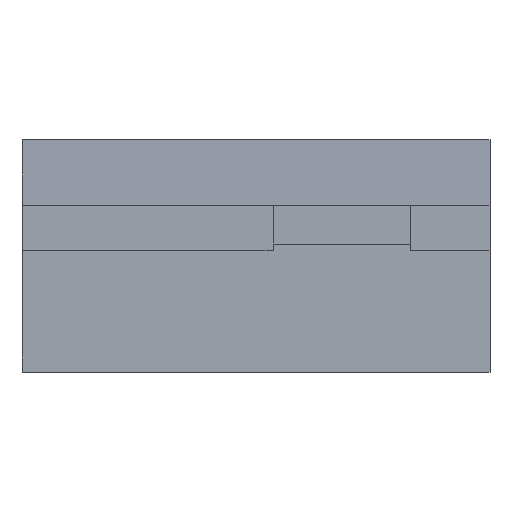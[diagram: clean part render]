
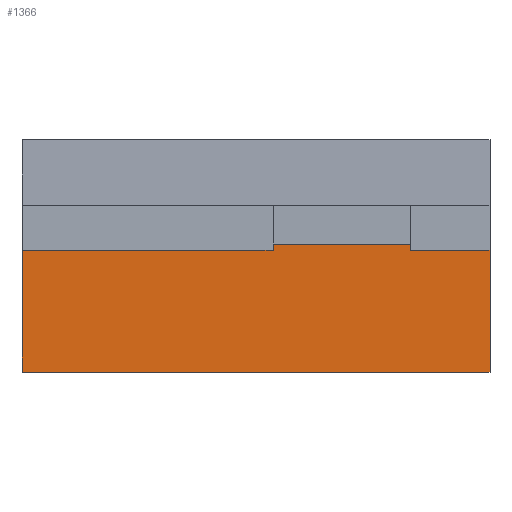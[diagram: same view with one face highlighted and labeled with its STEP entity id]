
A CAD part, front view. The second image highlights one B-rep face of the part: STEP entity #1366.
In plain terms, the highlighted planar face has unit normal (0, -1, 0).
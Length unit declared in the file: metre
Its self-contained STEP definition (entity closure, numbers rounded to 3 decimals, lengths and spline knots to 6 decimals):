
#84=ORIENTED_EDGE('',*,*,#481,.F.);
#85=ORIENTED_EDGE('',*,*,#482,.T.);
#86=ORIENTED_EDGE('',*,*,#483,.T.);
#87=ORIENTED_EDGE('',*,*,#484,.F.);
#88=ORIENTED_EDGE('',*,*,#485,.F.);
#89=ORIENTED_EDGE('',*,*,#486,.F.);
#90=ORIENTED_EDGE('',*,*,#487,.F.);
#91=ORIENTED_EDGE('',*,*,#454,.F.);
#92=ORIENTED_EDGE('',*,*,#450,.T.);
#93=ORIENTED_EDGE('',*,*,#446,.T.);
#94=ORIENTED_EDGE('',*,*,#488,.F.);
#95=ORIENTED_EDGE('',*,*,#478,.F.);
#446=EDGE_CURVE('',#647,#648,#782,.T.);
#450=EDGE_CURVE('',#651,#647,#786,.T.);
#454=EDGE_CURVE('',#651,#654,#790,.T.);
#478=EDGE_CURVE('',#668,#675,#812,.T.);
#481=EDGE_CURVE('',#677,#668,#815,.T.);
#482=EDGE_CURVE('',#677,#678,#816,.T.);
#483=EDGE_CURVE('',#678,#679,#817,.T.);
#484=EDGE_CURVE('',#680,#679,#818,.T.);
#485=EDGE_CURVE('',#681,#680,#819,.T.);
#486=EDGE_CURVE('',#682,#681,#820,.T.);
#487=EDGE_CURVE('',#654,#682,#821,.T.);
#488=EDGE_CURVE('',#675,#648,#822,.T.);
#647=VERTEX_POINT('',#1893);
#648=VERTEX_POINT('',#1894);
#651=VERTEX_POINT('',#1902);
#654=VERTEX_POINT('',#1910);
#668=VERTEX_POINT('',#1941);
#675=VERTEX_POINT('',#1964);
#677=VERTEX_POINT('',#1970);
#678=VERTEX_POINT('',#1972);
#679=VERTEX_POINT('',#1974);
#680=VERTEX_POINT('',#1976);
#681=VERTEX_POINT('',#1978);
#682=VERTEX_POINT('',#1980);
#782=LINE('',#1892,#973);
#786=LINE('',#1901,#977);
#790=LINE('',#1909,#981);
#812=LINE('',#1963,#1003);
#815=LINE('',#1969,#1006);
#816=LINE('',#1971,#1007);
#817=LINE('',#1973,#1008);
#818=LINE('',#1975,#1009);
#819=LINE('',#1977,#1010);
#820=LINE('',#1979,#1011);
#821=LINE('',#1981,#1012);
#822=LINE('',#1982,#1013);
#973=VECTOR('',#1539,1.);
#977=VECTOR('',#1545,1.);
#981=VECTOR('',#1551,1.);
#1003=VECTOR('',#1579,1.);
#1006=VECTOR('',#1584,1.);
#1007=VECTOR('',#1585,1.);
#1008=VECTOR('',#1586,1.);
#1009=VECTOR('',#1587,1.);
#1010=VECTOR('',#1588,1.);
#1011=VECTOR('',#1589,1.);
#1012=VECTOR('',#1590,1.);
#1013=VECTOR('',#1591,1.);
#1153=EDGE_LOOP('',(#84,#85,#86,#87,#88,#89,#90,#91,#92,#93,#94,#95));
#1227=FACE_BOUND('',#1153,.T.);
#1300=PLANE('',#1447);
#1366=ADVANCED_FACE('',(#1227),#1300,.F.);
#1447=AXIS2_PLACEMENT_3D('',#1968,#1582,#1583);
#1539=DIRECTION('',(0.,0.,-1.));
#1545=DIRECTION('',(-1.,0.,0.));
#1551=DIRECTION('',(0.,0.,1.));
#1579=DIRECTION('',(1.,0.,0.));
#1582=DIRECTION('',(0.,1.,0.));
#1583=DIRECTION('',(0.,0.,1.));
#1584=DIRECTION('',(1.,0.,0.));
#1585=DIRECTION('',(0.,0.,-1.));
#1586=DIRECTION('',(1.,0.,0.));
#1587=DIRECTION('',(0.,0.,-1.));
#1588=DIRECTION('',(1.,0.,0.));
#1589=DIRECTION('',(0.,0.,-1.));
#1590=DIRECTION('',(1.,0.,0.));
#1591=DIRECTION('',(1.,0.,0.));
#1892=CARTESIAN_POINT('',(0.010718,-0.057623,0.010781));
#1893=CARTESIAN_POINT('',(0.010718,-0.057623,0.00868));
#1894=CARTESIAN_POINT('',(0.010718,-0.057623,0.007881));
#1901=CARTESIAN_POINT('',(0.019589,-0.057623,0.00868));
#1902=CARTESIAN_POINT('',(0.028459,-0.057623,0.00868));
#1909=CARTESIAN_POINT('',(0.028459,-0.057623,0.011195));
#1910=CARTESIAN_POINT('',(0.028459,-0.057623,0.010781));
#1941=CARTESIAN_POINT('',(-0.008641,-0.057623,0.007881));
#1963=CARTESIAN_POINT('',(-0.023858,-0.057623,0.007881));
#1964=CARTESIAN_POINT('',(0.005883,-0.057623,0.007881));
#1968=CARTESIAN_POINT('',(0.008511,-0.057623,0.022133));
#1969=CARTESIAN_POINT('',(-0.023858,-0.057623,0.007881));
#1970=CARTESIAN_POINT('',(-0.02172,-0.057623,0.007881));
#1971=CARTESIAN_POINT('',(-0.02172,-0.057623,0.022133));
#1972=CARTESIAN_POINT('',(-0.02172,-0.057623,-0.007867));
#1973=CARTESIAN_POINT('',(0.008511,-0.057623,-0.007867));
#1974=CARTESIAN_POINT('',(0.038742,-0.057623,-0.007867));
#1975=CARTESIAN_POINT('',(0.038742,-0.057623,0.022133));
#1976=CARTESIAN_POINT('',(0.038742,-0.057623,0.007881));
#1977=CARTESIAN_POINT('',(-0.023858,-0.057623,0.007881));
#1978=CARTESIAN_POINT('',(0.028517,-0.057623,0.007881));
#1979=CARTESIAN_POINT('',(0.028517,-0.057623,0.010781));
#1980=CARTESIAN_POINT('',(0.028517,-0.057623,0.010781));
#1981=CARTESIAN_POINT('',(-0.023858,-0.057623,0.010781));
#1982=CARTESIAN_POINT('',(-0.023858,-0.057623,0.007881));
